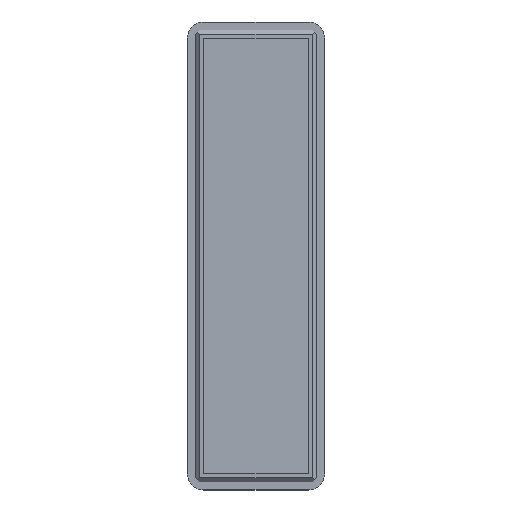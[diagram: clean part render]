
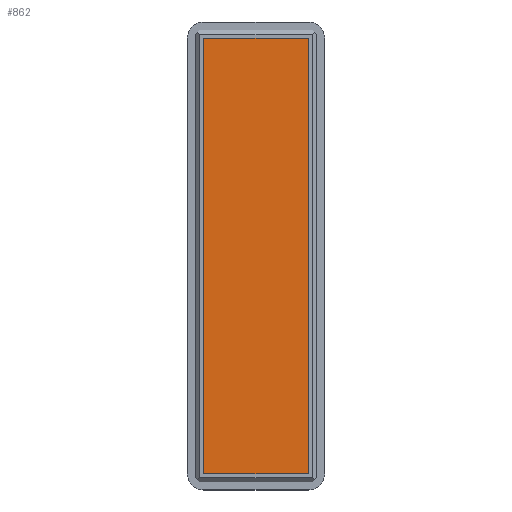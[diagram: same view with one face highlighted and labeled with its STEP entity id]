
A CAD part, top view. The second image highlights one B-rep face of the part: STEP entity #862.
In plain terms, the highlighted planar face has unit normal (0, 0, 1).
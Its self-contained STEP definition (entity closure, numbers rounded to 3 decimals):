
#479=CARTESIAN_POINT('',(14.,1.,0.));
#480=VERTEX_POINT('',#479);
#481=CARTESIAN_POINT('',(14.,55.,0.));
#482=VERTEX_POINT('',#481);
#483=CARTESIAN_POINT('',(14.,1.,0.));
#484=DIRECTION('',(-0.,1.,0.));
#485=VECTOR('',#484,54.);
#486=LINE('',#483,#485);
#487=EDGE_CURVE('',#480,#482,#486,.T.);
#519=CARTESIAN_POINT('',(1.,1.,0.));
#520=VERTEX_POINT('',#519);
#521=CARTESIAN_POINT('',(1.,1.,0.));
#522=DIRECTION('',(1.,0.,-0.));
#523=VECTOR('',#522,13.);
#524=LINE('',#521,#523);
#525=EDGE_CURVE('',#520,#480,#524,.T.);
#550=CARTESIAN_POINT('',(1.,55.,0.));
#551=VERTEX_POINT('',#550);
#552=CARTESIAN_POINT('',(1.,55.,0.));
#553=DIRECTION('',(0.,-1.,0.));
#554=VECTOR('',#553,54.);
#555=LINE('',#552,#554);
#556=EDGE_CURVE('',#551,#520,#555,.T.);
#581=CARTESIAN_POINT('',(14.,55.,0.));
#582=DIRECTION('',(-1.,0.,0.));
#583=VECTOR('',#582,13.);
#584=LINE('',#581,#583);
#585=EDGE_CURVE('',#482,#551,#584,.T.);
#851=CARTESIAN_POINT('',(0.,0.,0.));
#852=DIRECTION('',(0.,0.,1.));
#853=DIRECTION('',(0.,1.,0.));
#854=AXIS2_PLACEMENT_3D('',#851,#852,#853);
#855=PLANE('',#854);
#856=ORIENTED_EDGE('',*,*,#525,.T.);
#857=ORIENTED_EDGE('',*,*,#487,.T.);
#858=ORIENTED_EDGE('',*,*,#585,.T.);
#859=ORIENTED_EDGE('',*,*,#556,.T.);
#860=EDGE_LOOP('',(#856,#857,#858,#859));
#861=FACE_BOUND('',#860,.T.);
#862=ADVANCED_FACE('',(#861),#855,.T.);
